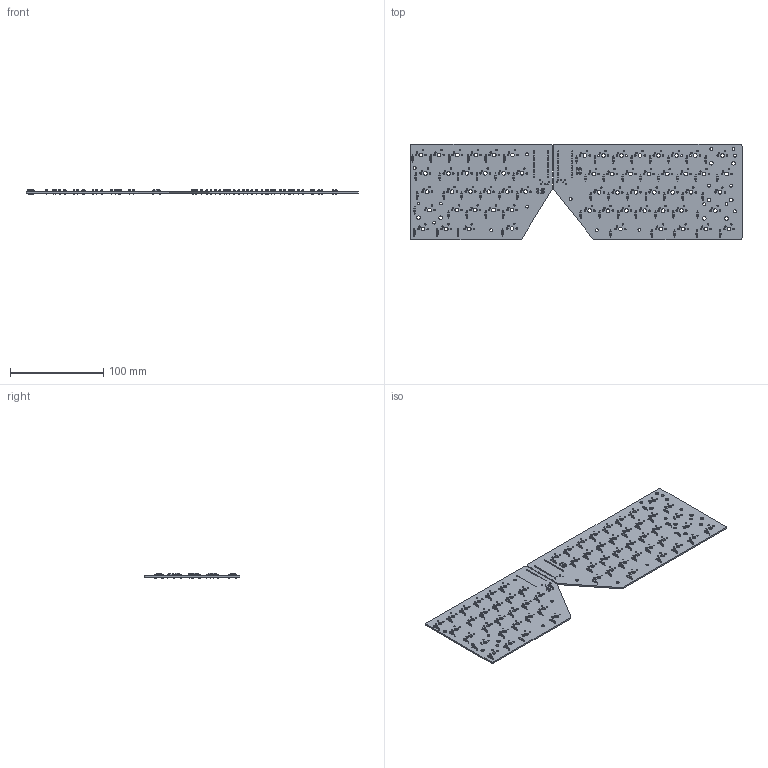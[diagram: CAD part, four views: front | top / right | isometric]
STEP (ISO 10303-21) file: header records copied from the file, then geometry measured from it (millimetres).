
FILE_DESCRIPTION(('KiCad electronic assembly'),'2;1');
FILE_NAME('kb.step','2020-11-22T14:37:04',('An Author'),('A Company'), 'Open CASCADE STEP processor 6.9','KiCad to STEP converter','Unknown' );
FILE_SCHEMA(('AUTOMOTIVE_DESIGN { 1 0 10303 214 1 1 1 1 }'));
Length unit declared in the file: millimetre
Products named in the file (6): Open CASCADE STEP translator 6.9 1; R_Axial_DIN0207_L6.3mm_D2.5mm_P7.62mm_Horizontal; SOLID; D_DO-35_SOD27_P7.62mm_Horizontal; COMPOUND
Assembly tree (69 placements, depth 3):
  Open CASCADE STEP translator 6.9 1
    R_Axial_DIN0207_L6.3mm_D2.5mm_P7.62mm_Horizontal  x4
      SOLID
    D_DO-35_SOD27_P7.62mm_Horizontal  x62
      COMPOUND
    COMPOUND
Bounding box: 355.6 x 102.23 x 5.51 mm (x, y, z)
Volume: 53101.5 mm3; surface area: 74866.1 mm2
Topology: 129 solids, 129 shells, 1650 faces, 3368 edges, 2116 vertices
Faces by surface type: cylinder 950, plane 436, torus 264
Full cylindrical faces by diameter (mm): 0.5 x186, 0.6 x8, 0.8 x136, 1.016 x48, 1.5 x124, 1.7 x124, 2 x124, 2.02 x62, 2.25 x4, 2.5 x8, 3.05 x8, 3.2 x10, 4 x70
Entity records: 49630 total; most frequent: CARTESIAN_POINT 8768, DIRECTION 8033, ORIENTED_EDGE 3670, PCURVE 3670, DEFINITIONAL_REPRESENTATION 3670, LINE 3211, VECTOR 3211, CIRCLE 2274
